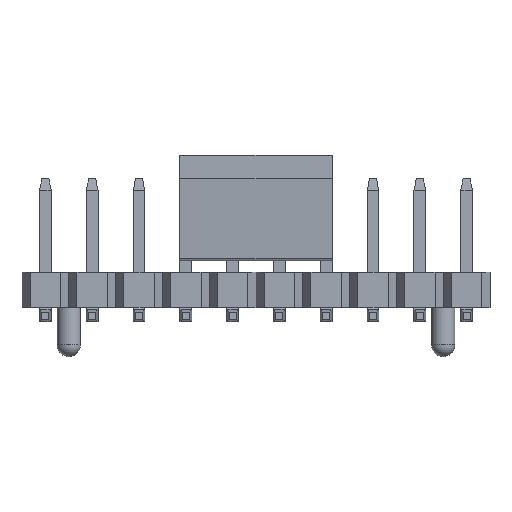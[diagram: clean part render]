
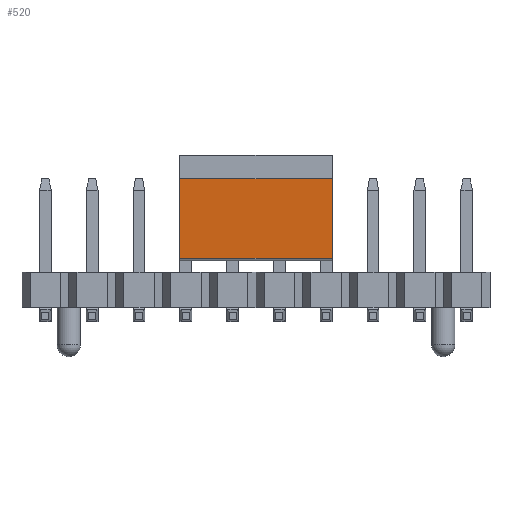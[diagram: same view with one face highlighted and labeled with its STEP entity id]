
A CAD part, top view. The second image highlights one B-rep face of the part: STEP entity #520.
In plain terms, the highlighted planar face has unit normal (0, -0.07, 0.998).
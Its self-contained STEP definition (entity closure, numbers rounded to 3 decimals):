
#231=CARTESIAN_POINT('',(5.75,2.093,2.112));
#232=VERTEX_POINT('',#231);
#240=CARTESIAN_POINT('',(5.75,5.5,2.35));
#241=VERTEX_POINT('',#240);
#242=CARTESIAN_POINT('',(5.75,2.093,2.112));
#243=DIRECTION('',(0.,0.998,0.07));
#244=VECTOR('',#243,3.415);
#245=LINE('',#242,#244);
#246=EDGE_CURVE('',#232,#241,#245,.T.);
#378=CARTESIAN_POINT('',(12.25,5.5,2.35));
#379=VERTEX_POINT('',#378);
#395=CARTESIAN_POINT('',(5.75,5.5,2.35));
#396=DIRECTION('',(1.,0.,0.));
#397=VECTOR('',#396,6.5);
#398=LINE('',#395,#397);
#399=EDGE_CURVE('',#241,#379,#398,.T.);
#497=CARTESIAN_POINT('',(5.75,5.5,2.35));
#498=DIRECTION('',(0.,-0.998,-0.07));
#499=DIRECTION('',(0.,-0.07,0.998));
#500=AXIS2_PLACEMENT_3D('',#497,#499,#498);
#501=PLANE('',#500);
#502=ORIENTED_EDGE('',*,*,#246,.F.);
#503=CARTESIAN_POINT('',(12.25,2.093,2.112));
#504=VERTEX_POINT('',#503);
#505=CARTESIAN_POINT('',(5.75,2.093,2.112));
#506=DIRECTION('',(1.,0.,0.));
#507=VECTOR('',#506,6.5);
#508=LINE('',#505,#507);
#509=EDGE_CURVE('',#232,#504,#508,.T.);
#510=ORIENTED_EDGE('',*,*,#509,.T.);
#511=CARTESIAN_POINT('',(12.25,2.093,2.112));
#512=DIRECTION('',(0.,0.998,0.07));
#513=VECTOR('',#512,3.415);
#514=LINE('',#511,#513);
#515=EDGE_CURVE('',#504,#379,#514,.T.);
#516=ORIENTED_EDGE('',*,*,#515,.T.);
#517=ORIENTED_EDGE('',*,*,#399,.F.);
#518=EDGE_LOOP('',(#502,#510,#516,#517));
#519=FACE_OUTER_BOUND('',#518,.T.);
#520=ADVANCED_FACE('',(#519),#501,.T.);
